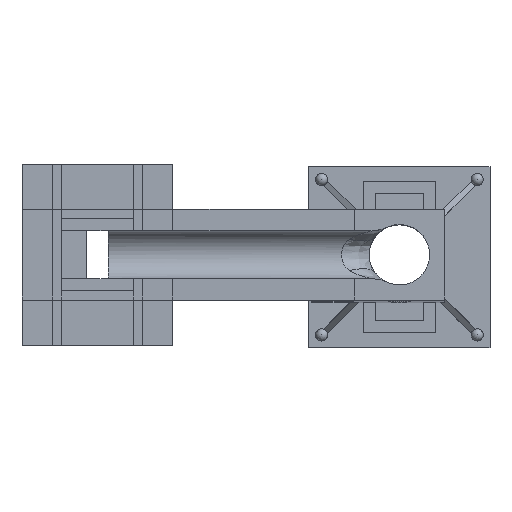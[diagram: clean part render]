
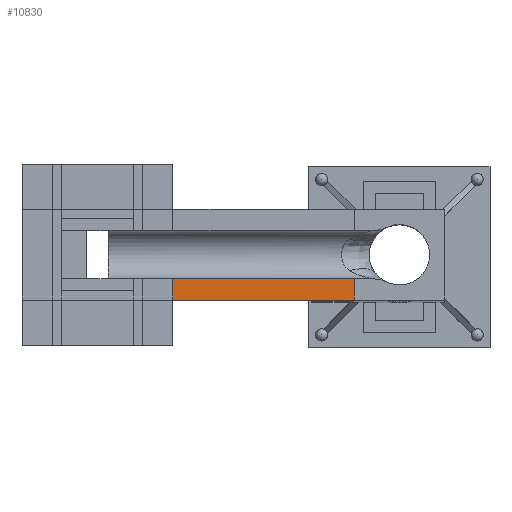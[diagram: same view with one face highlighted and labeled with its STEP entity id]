
A CAD part, top view. The second image highlights one B-rep face of the part: STEP entity #10830.
In plain terms, the highlighted planar face has unit normal (0, 0, 1).
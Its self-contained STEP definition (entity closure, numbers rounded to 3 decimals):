
#10193 = VERTEX_POINT('',#10194);
#10194 = CARTESIAN_POINT('',(-1.5,-0.8,
    48.));
#10201 = PLANE('',#10202);
#10202 = AXIS2_PLACEMENT_3D('',#10203,#10204,#10205);
#10203 = CARTESIAN_POINT('',(0.,0.,
    48.));
#10204 = DIRECTION('',(0.,0.,1.));
#10205 = DIRECTION('',(1.,0.,0.));
#10213 = PLANE('',#10214);
#10214 = AXIS2_PLACEMENT_3D('',#10215,#10216,#10217);
#10215 = CARTESIAN_POINT('',(0.,-0.8,
    48.));
#10216 = DIRECTION('',(0.,-1.,0.));
#10217 = DIRECTION('',(0.,0.,-1.));
#10225 = EDGE_CURVE('',#10193,#10226,#10228,.T.);
#10226 = VERTEX_POINT('',#10227);
#10227 = CARTESIAN_POINT('',(-1.5,-1.5,
    48.));
#10228 = SURFACE_CURVE('',#10229,(#10233,#10240),.PCURVE_S1.);
#10229 = LINE('',#10230,#10231);
#10230 = CARTESIAN_POINT('',(-1.5,1.5,
    48.));
#10231 = VECTOR('',#10232,1.);
#10232 = DIRECTION('',(0.,-1.,0.));
#10233 = PCURVE('',#10201,#10234);
#10234 = DEFINITIONAL_REPRESENTATION('',(#10235),#10239);
#10235 = LINE('',#10236,#10237);
#10236 = CARTESIAN_POINT('',(-1.5,1.5));
#10237 = VECTOR('',#10238,1.);
#10238 = DIRECTION('',(0.,-1.));
#10239 = ( GEOMETRIC_REPRESENTATION_CONTEXT(2) 
PARAMETRIC_REPRESENTATION_CONTEXT() REPRESENTATION_CONTEXT('2D SPACE',''
  ) );
#10240 = PCURVE('',#10241,#10246);
#10241 = PLANE('',#10242);
#10242 = AXIS2_PLACEMENT_3D('',#10243,#10244,#10245);
#10243 = CARTESIAN_POINT('',(1.5,1.5,
    48.));
#10244 = DIRECTION('',(-0.,0.,-1.));
#10245 = DIRECTION('',(-1.,0.,0.));
#10246 = DEFINITIONAL_REPRESENTATION('',(#10247),#10251);
#10247 = LINE('',#10248,#10249);
#10248 = CARTESIAN_POINT('',(3.,0.));
#10249 = VECTOR('',#10250,1.);
#10250 = DIRECTION('',(0.,-1.));
#10251 = ( GEOMETRIC_REPRESENTATION_CONTEXT(2) 
PARAMETRIC_REPRESENTATION_CONTEXT() REPRESENTATION_CONTEXT('2D SPACE',''
  ) );
#10538 = EDGE_CURVE('',#10193,#10539,#10541,.T.);
#10539 = VERTEX_POINT('',#10540);
#10540 = CARTESIAN_POINT('',(-7.5,-0.8,
    48.));
#10541 = SURFACE_CURVE('',#10542,(#10546,#10553),.PCURVE_S1.);
#10542 = LINE('',#10543,#10544);
#10543 = CARTESIAN_POINT('',(0.,-0.8,
    48.));
#10544 = VECTOR('',#10545,1.);
#10545 = DIRECTION('',(-1.,-0.,-0.));
#10546 = PCURVE('',#10213,#10547);
#10547 = DEFINITIONAL_REPRESENTATION('',(#10548),#10552);
#10548 = LINE('',#10549,#10550);
#10549 = CARTESIAN_POINT('',(0.,0.));
#10550 = VECTOR('',#10551,1.);
#10551 = DIRECTION('',(0.,-1.));
#10552 = ( GEOMETRIC_REPRESENTATION_CONTEXT(2) 
PARAMETRIC_REPRESENTATION_CONTEXT() REPRESENTATION_CONTEXT('2D SPACE',''
  ) );
#10553 = PCURVE('',#10241,#10554);
#10554 = DEFINITIONAL_REPRESENTATION('',(#10555),#10559);
#10555 = LINE('',#10556,#10557);
#10556 = CARTESIAN_POINT('',(1.5,-2.3));
#10557 = VECTOR('',#10558,1.);
#10558 = DIRECTION('',(1.,0.));
#10559 = ( GEOMETRIC_REPRESENTATION_CONTEXT(2) 
PARAMETRIC_REPRESENTATION_CONTEXT() REPRESENTATION_CONTEXT('2D SPACE',''
  ) );
#10577 = PLANE('',#10578);
#10578 = AXIS2_PLACEMENT_3D('',#10579,#10580,#10581);
#10579 = CARTESIAN_POINT('',(1.5,1.5,
    48.));
#10580 = DIRECTION('',(-0.,0.,-1.));
#10581 = DIRECTION('',(-1.,0.,0.));
#10830 = ADVANCED_FACE('',(#10831),#10241,.F.);
#10831 = FACE_BOUND('',#10832,.F.);
#10832 = EDGE_LOOP('',(#10833,#10834,#10835,#10863));
#10833 = ORIENTED_EDGE('',*,*,#10538,.F.);
#10834 = ORIENTED_EDGE('',*,*,#10225,.T.);
#10835 = ORIENTED_EDGE('',*,*,#10836,.T.);
#10836 = EDGE_CURVE('',#10226,#10837,#10839,.T.);
#10837 = VERTEX_POINT('',#10838);
#10838 = CARTESIAN_POINT('',(-7.5,-1.5,
    48.));
#10839 = SURFACE_CURVE('',#10840,(#10844,#10851),.PCURVE_S1.);
#10840 = LINE('',#10841,#10842);
#10841 = CARTESIAN_POINT('',(1.5,-1.5,
    48.));
#10842 = VECTOR('',#10843,1.);
#10843 = DIRECTION('',(-1.,0.,0.));
#10844 = PCURVE('',#10241,#10845);
#10845 = DEFINITIONAL_REPRESENTATION('',(#10846),#10850);
#10846 = LINE('',#10847,#10848);
#10847 = CARTESIAN_POINT('',(0.,-3.));
#10848 = VECTOR('',#10849,1.);
#10849 = DIRECTION('',(1.,0.));
#10850 = ( GEOMETRIC_REPRESENTATION_CONTEXT(2) 
PARAMETRIC_REPRESENTATION_CONTEXT() REPRESENTATION_CONTEXT('2D SPACE',''
  ) );
#10851 = PCURVE('',#10852,#10857);
#10852 = PLANE('',#10853);
#10853 = AXIS2_PLACEMENT_3D('',#10854,#10855,#10856);
#10854 = CARTESIAN_POINT('',(-5.291,-1.5,
    46.545));
#10855 = DIRECTION('',(0.,1.,0.));
#10856 = DIRECTION('',(0.,0.,1.));
#10857 = DEFINITIONAL_REPRESENTATION('',(#10858),#10862);
#10858 = LINE('',#10859,#10860);
#10859 = CARTESIAN_POINT('',(1.455,6.791));
#10860 = VECTOR('',#10861,1.);
#10861 = DIRECTION('',(0.,-1.));
#10862 = ( GEOMETRIC_REPRESENTATION_CONTEXT(2) 
PARAMETRIC_REPRESENTATION_CONTEXT() REPRESENTATION_CONTEXT('2D SPACE',''
  ) );
#10863 = ORIENTED_EDGE('',*,*,#10864,.T.);
#10864 = EDGE_CURVE('',#10837,#10539,#10865,.T.);
#10865 = SURFACE_CURVE('',#10866,(#10870,#10877),.PCURVE_S1.);
#10866 = LINE('',#10867,#10868);
#10867 = CARTESIAN_POINT('',(-7.5,-3.,
    48.));
#10868 = VECTOR('',#10869,1.);
#10869 = DIRECTION('',(0.,1.,0.));
#10870 = PCURVE('',#10241,#10871);
#10871 = DEFINITIONAL_REPRESENTATION('',(#10872),#10876);
#10872 = LINE('',#10873,#10874);
#10873 = CARTESIAN_POINT('',(9.,-4.5));
#10874 = VECTOR('',#10875,1.);
#10875 = DIRECTION('',(0.,1.));
#10876 = ( GEOMETRIC_REPRESENTATION_CONTEXT(2) 
PARAMETRIC_REPRESENTATION_CONTEXT() REPRESENTATION_CONTEXT('2D SPACE',''
  ) );
#10877 = PCURVE('',#10577,#10878);
#10878 = DEFINITIONAL_REPRESENTATION('',(#10879),#10883);
#10879 = LINE('',#10880,#10881);
#10880 = CARTESIAN_POINT('',(9.,-4.5));
#10881 = VECTOR('',#10882,1.);
#10882 = DIRECTION('',(0.,1.));
#10883 = ( GEOMETRIC_REPRESENTATION_CONTEXT(2) 
PARAMETRIC_REPRESENTATION_CONTEXT() REPRESENTATION_CONTEXT('2D SPACE',''
  ) );
